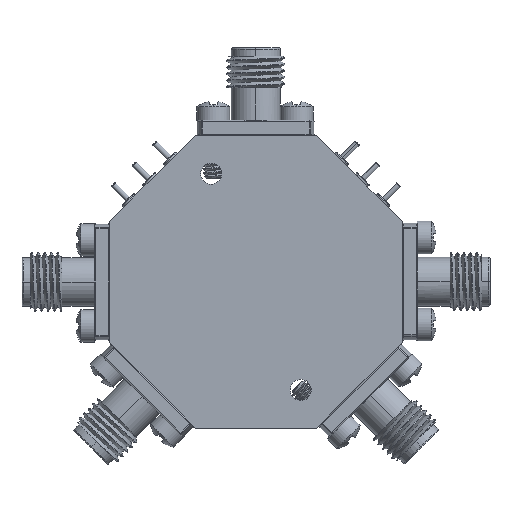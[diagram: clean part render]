
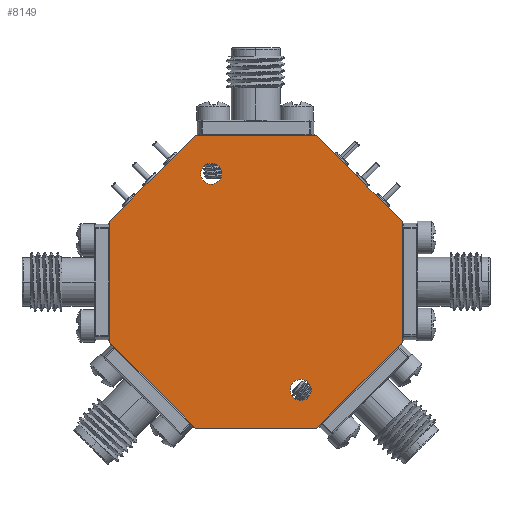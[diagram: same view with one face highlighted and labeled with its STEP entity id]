
A CAD part, front view. The second image highlights one B-rep face of the part: STEP entity #8149.
In plain terms, the highlighted planar face has unit normal (0, -1, 0).
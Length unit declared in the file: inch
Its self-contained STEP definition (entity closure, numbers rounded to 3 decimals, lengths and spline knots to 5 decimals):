
#68 = EDGE_CURVE ( 'NONE', #1211, #3651, #3334, .T. ) ;
#334 = AXIS2_PLACEMENT_3D ( 'NONE', #9014, #1274, #2246 ) ;
#804 = VERTEX_POINT ( 'NONE', #6327 ) ;
#941 = CARTESIAN_POINT ( 'NONE',  ( 0., 0., 0. ) ) ;
#1038 = CIRCLE ( 'NONE', #3479, 0.045 ) ;
#1042 = EDGE_CURVE ( 'NONE', #6013, #12580, #9785, .T. ) ;
#1050 = EDGE_LOOP ( 'NONE', ( #3833, #12153 ) ) ;
#1129 = CARTESIAN_POINT ( 'NONE',  ( 0.81676, 0., -0.72128 ) ) ;
#1209 = CARTESIAN_POINT ( 'NONE',  ( 0.43324, 0., 0.15772 ) ) ;
#1211 = VERTEX_POINT ( 'NONE', #1493 ) ;
#1274 = DIRECTION ( 'NONE',  ( 0., -1., 0. ) ) ;
#1357 = EDGE_CURVE ( 'NONE', #2315, #10572, #6448, .T. ) ;
#1409 = VERTEX_POINT ( 'NONE', #1209 ) ;
#1493 = CARTESIAN_POINT ( 'NONE',  ( 1.25, 0., -0.51856 ) ) ;
#1502 = VERTEX_POINT ( 'NONE', #3303 ) ;
#1986 = DIRECTION ( 'NONE',  ( 0., -1., 0. ) ) ;
#2246 = DIRECTION ( 'NONE',  ( 0., 0., -1. ) ) ;
#2315 = VERTEX_POINT ( 'NONE', #10554 ) ;
#2360 = LINE ( 'NONE', #4126, #12448 ) ;
#2367 = AXIS2_PLACEMENT_3D ( 'NONE', #941, #12351, #5570 ) ;
#2702 = LINE ( 'NONE', #11720, #4992 ) ;
#2943 = ORIENTED_EDGE ( 'NONE', *, *, #9096, .F. ) ;
#3155 = CIRCLE ( 'NONE', #8672, 0.045 ) ;
#3210 = DIRECTION ( 'NONE',  ( 0., 0., 1. ) ) ;
#3241 = EDGE_CURVE ( 'NONE', #12558, #1502, #9416, .T. ) ;
#3303 = CARTESIAN_POINT ( 'NONE',  ( 1.25, 0., -0.00056 ) ) ;
#3322 = EDGE_CURVE ( 'NONE', #804, #12558, #7451, .T. ) ;
#3323 = FACE_BOUND ( 'NONE', #7851, .T. ) ;
#3334 = LINE ( 'NONE', #11645, #6418 ) ;
#3479 = AXIS2_PLACEMENT_3D ( 'NONE', #7886, #4044, #6899 ) ;
#3651 = VERTEX_POINT ( 'NONE', #4350 ) ;
#3671 = EDGE_CURVE ( 'NONE', #12580, #804, #5701, .T. ) ;
#3833 = ORIENTED_EDGE ( 'NONE', *, *, #1357, .F. ) ;
#3992 = AXIS2_PLACEMENT_3D ( 'NONE', #1129, #1986, #7015 ) ;
#4044 = DIRECTION ( 'NONE',  ( 0., -1., 0. ) ) ;
#4086 = EDGE_LOOP ( 'NONE', ( #11237, #7552, #2943, #11186, #6022, #9009, #9350, #11556 ) ) ;
#4126 = CARTESIAN_POINT ( 'NONE',  ( 0., 0., -0.518 ) ) ;
#4350 = CARTESIAN_POINT ( 'NONE',  ( 0.88428, 0., -0.88428 ) ) ;
#4483 = CIRCLE ( 'NONE', #334, 0.045 ) ;
#4520 = DIRECTION ( 'NONE',  ( 0., 0., -1. ) ) ;
#4932 = VECTOR ( 'NONE', #10382, 39.37008 ) ;
#4992 = VECTOR ( 'NONE', #7727, 39.37008 ) ;
#5256 = CARTESIAN_POINT ( 'NONE',  ( 0., 0., 0. ) ) ;
#5481 = LINE ( 'NONE', #6936, #7330 ) ;
#5490 = CARTESIAN_POINT ( 'NONE',  ( 0.81676, 0., -0.76628 ) ) ;
#5570 = DIRECTION ( 'NONE',  ( 0., 0., -1. ) ) ;
#5701 = LINE ( 'NONE', #12347, #4932 ) ;
#5792 = DIRECTION ( 'NONE',  ( 1., 0., 0. ) ) ;
#5945 = FACE_BOUND ( 'NONE', #1050, .T. ) ;
#6013 = VERTEX_POINT ( 'NONE', #9338 ) ;
#6022 = ORIENTED_EDGE ( 'NONE', *, *, #68, .F. ) ;
#6248 = CARTESIAN_POINT ( 'NONE',  ( 0.88372, 0., 0.36572 ) ) ;
#6316 = VERTEX_POINT ( 'NONE', #7384 ) ;
#6327 = CARTESIAN_POINT ( 'NONE',  ( 0.36572, 0., 0.36572 ) ) ;
#6407 = VECTOR ( 'NONE', #8767, 39.37008 ) ;
#6418 = VECTOR ( 'NONE', #7991, 39.37008 ) ;
#6448 = CIRCLE ( 'NONE', #3992, 0.045 ) ;
#6630 = VERTEX_POINT ( 'NONE', #7796 ) ;
#6899 = DIRECTION ( 'NONE',  ( 0., 0., -1. ) ) ;
#6936 = CARTESIAN_POINT ( 'NONE',  ( 1.25, 0., -0.51856 ) ) ;
#7015 = DIRECTION ( 'NONE',  ( 0., 0., -1. ) ) ;
#7064 = ORIENTED_EDGE ( 'NONE', *, *, #8529, .F. ) ;
#7195 = VECTOR ( 'NONE', #3210, 39.37008 ) ;
#7312 = FACE_OUTER_BOUND ( 'NONE', #4086, .T. ) ;
#7330 = VECTOR ( 'NONE', #10743, 39.37008 ) ;
#7384 = CARTESIAN_POINT ( 'NONE',  ( 0.36628, 0., -0.88428 ) ) ;
#7451 = LINE ( 'NONE', #7661, #12497 ) ;
#7552 = ORIENTED_EDGE ( 'NONE', *, *, #1042, .F. ) ;
#7661 = CARTESIAN_POINT ( 'NONE',  ( 0.88372, 0., 0.36572 ) ) ;
#7727 = DIRECTION ( 'NONE',  ( -1., 0., 0. ) ) ;
#7796 = CARTESIAN_POINT ( 'NONE',  ( 0.43324, 0., 0.24772 ) ) ;
#7851 = EDGE_LOOP ( 'NONE', ( #7064, #12524 ) ) ;
#7886 = CARTESIAN_POINT ( 'NONE',  ( 0.43324, 0., 0.20272 ) ) ;
#7991 = DIRECTION ( 'NONE',  ( -0.707, 0., -0.707 ) ) ;
#8149 = ADVANCED_FACE ( 'NONE', ( #5945, #3323, #7312 ), #10723, .T. ) ;
#8529 = EDGE_CURVE ( 'NONE', #6630, #1409, #3155, .T. ) ;
#8672 = AXIS2_PLACEMENT_3D ( 'NONE', #12292, #9213, #4520 ) ;
#8718 = EDGE_CURVE ( 'NONE', #3651, #6316, #2702, .T. ) ;
#8767 = DIRECTION ( 'NONE',  ( 0.707, 0., -0.707 ) ) ;
#8985 = DIRECTION ( 'NONE',  ( -0.707, 0., 0.707 ) ) ;
#9009 = ORIENTED_EDGE ( 'NONE', *, *, #10208, .F. ) ;
#9014 = CARTESIAN_POINT ( 'NONE',  ( 0.81676, 0., -0.72128 ) ) ;
#9096 = EDGE_CURVE ( 'NONE', #6316, #6013, #2360, .T. ) ;
#9213 = DIRECTION ( 'NONE',  ( 0., -1., 0. ) ) ;
#9338 = CARTESIAN_POINT ( 'NONE',  ( 0., 0., -0.518 ) ) ;
#9350 = ORIENTED_EDGE ( 'NONE', *, *, #3241, .F. ) ;
#9416 = LINE ( 'NONE', #11582, #6407 ) ;
#9785 = LINE ( 'NONE', #11495, #7195 ) ;
#10208 = EDGE_CURVE ( 'NONE', #1502, #1211, #5481, .T. ) ;
#10382 = DIRECTION ( 'NONE',  ( 0.707, 0., 0.707 ) ) ;
#10554 = CARTESIAN_POINT ( 'NONE',  ( 0.81676, 0., -0.67628 ) ) ;
#10572 = VERTEX_POINT ( 'NONE', #5490 ) ;
#10723 = PLANE ( 'NONE',  #2367 ) ;
#10743 = DIRECTION ( 'NONE',  ( 0., 0., -1. ) ) ;
#11186 = ORIENTED_EDGE ( 'NONE', *, *, #8718, .F. ) ;
#11237 = ORIENTED_EDGE ( 'NONE', *, *, #3671, .F. ) ;
#11495 = CARTESIAN_POINT ( 'NONE',  ( 0., 0., 0. ) ) ;
#11556 = ORIENTED_EDGE ( 'NONE', *, *, #3322, .F. ) ;
#11582 = CARTESIAN_POINT ( 'NONE',  ( 1.25, 0., -0.00056 ) ) ;
#11645 = CARTESIAN_POINT ( 'NONE',  ( 0.88428, 0., -0.88428 ) ) ;
#11720 = CARTESIAN_POINT ( 'NONE',  ( 0.36628, 0., -0.88428 ) ) ;
#11751 = EDGE_CURVE ( 'NONE', #1409, #6630, #1038, .T. ) ;
#12153 = ORIENTED_EDGE ( 'NONE', *, *, #12401, .F. ) ;
#12292 = CARTESIAN_POINT ( 'NONE',  ( 0.43324, 0., 0.20272 ) ) ;
#12347 = CARTESIAN_POINT ( 'NONE',  ( 0.36572, 0., 0.36572 ) ) ;
#12351 = DIRECTION ( 'NONE',  ( 0., -1., 0. ) ) ;
#12401 = EDGE_CURVE ( 'NONE', #10572, #2315, #4483, .T. ) ;
#12448 = VECTOR ( 'NONE', #8985, 39.37008 ) ;
#12497 = VECTOR ( 'NONE', #5792, 39.37008 ) ;
#12524 = ORIENTED_EDGE ( 'NONE', *, *, #11751, .F. ) ;
#12558 = VERTEX_POINT ( 'NONE', #6248 ) ;
#12580 = VERTEX_POINT ( 'NONE', #5256 ) ;
